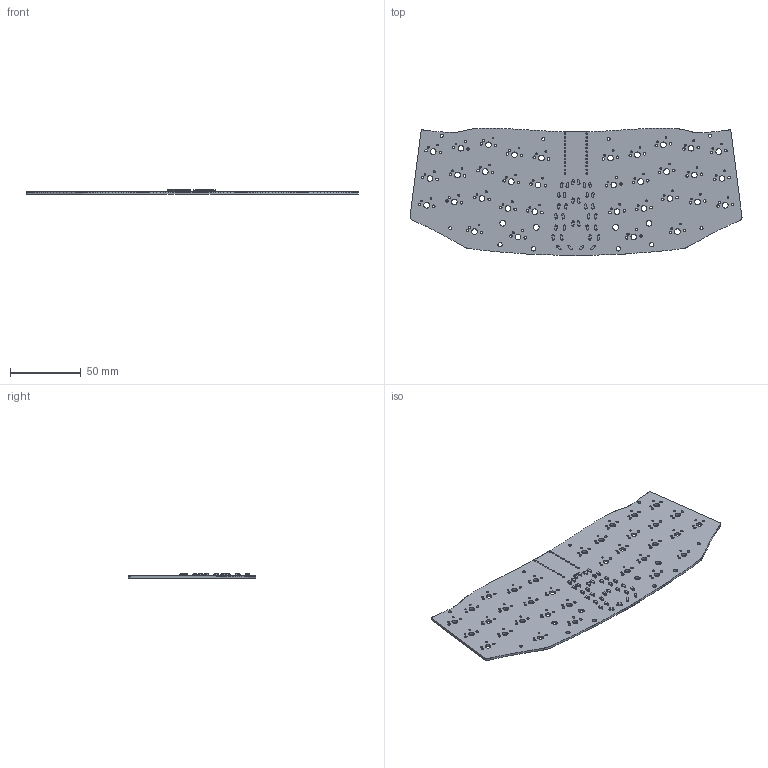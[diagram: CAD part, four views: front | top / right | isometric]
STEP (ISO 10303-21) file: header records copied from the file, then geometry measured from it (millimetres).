
FILE_DESCRIPTION(('KiCad electronic assembly'),'2;1');
FILE_NAME('Claudia.step','2024-01-04T02:38:32',('Pcbnew'),('Kicad'), 'Open CASCADE STEP processor 7.6','KiCad to STEP converter','Unknown' );
FILE_SCHEMA(('AUTOMOTIVE_DESIGN { 1 0 10303 214 1 1 1 1 }'));
Length unit declared in the file: millimetre
Products named in the file (4): Claudia 1; D_SOD-123; SOLID; Claudia KC7 PCB
Assembly tree (36 placements, depth 3):
  Claudia 1
    D_SOD-123  x34
      SOLID
    Claudia KC7 PCB
Bounding box: 233.88 x 89.82 x 2.9 mm (x, y, z)
Volume: 28685.6 mm3; surface area: 39332.8 mm2
Topology: 35 solids, 35 shells, 2959 faces, 7341 edges, 4486 vertices
Faces by surface type: plane 1595, bspline 884, cylinder 480
Full cylindrical faces by diameter (mm): 1.092 x24, 1.25 x64, 1.47 x4, 1.75 x68, 2.2 x6, 3.048 x4, 3.988 x38
Entity records: 56078 total; most frequent: CARTESIAN_POINT 11562, DIRECTION 8025, LINE 5635, VECTOR 5635, ORIENTED_EDGE 4386, PCURVE 4386, DEFINITIONAL_REPRESENTATION 4386, EDGE_CURVE 2193
